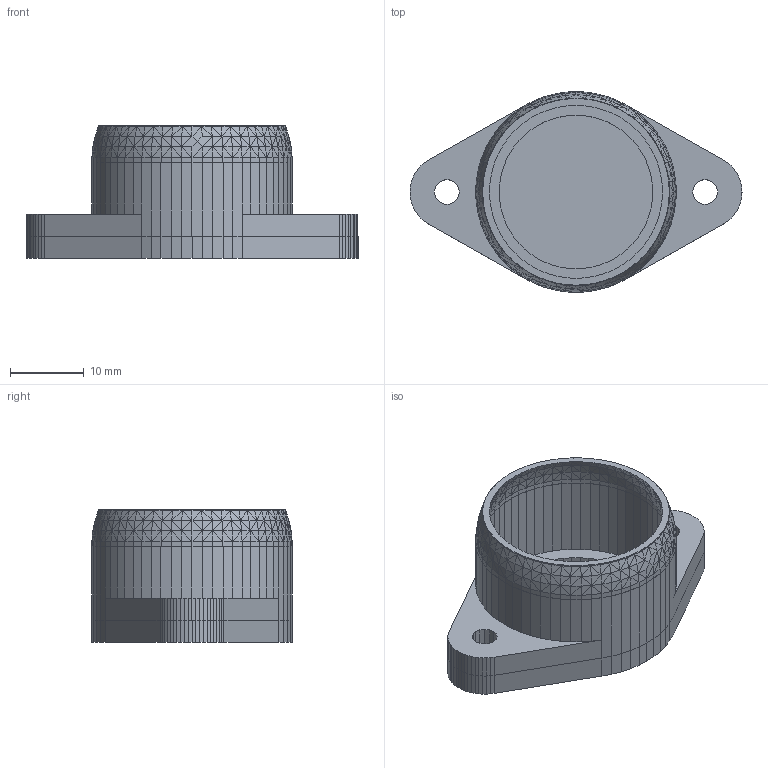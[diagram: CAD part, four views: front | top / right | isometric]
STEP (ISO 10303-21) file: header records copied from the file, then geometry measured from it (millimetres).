
FILE_DESCRIPTION(/* description */ (''),/* implementation_level */ '2;1');
FILE_NAME(/* name */ 'ball_caster_24mm_ball_33height v4.step',/* time_stamp */ '2021-06-01T09:34:22+02:00',/* author */ (''),/* organization */ (''),/* preprocessor_version */ 'ST-DEVELOPER v18.1',/* originating_system */ 'Autodesk Translation Framework v10.9.0.1377',/* authorisation */ '');
FILE_SCHEMA (('AUTOMOTIVE_DESIGN { 1 0 10303 214 3 1 1 }'));
Length unit declared in the file: millimetre
Products named in the file (3): ball_caster_24mm_ball_33height; Component2; Component3
Assembly tree (2 placements, depth 2):
  ball_caster_24mm_ball_33height
    Component2
    Component3
Bounding box: 45 x 27.2 x 18 mm (x, y, z)
Volume: 3767.9 mm3; surface area: 5282 mm2
Topology: 2 solids, 2 shells, 1431 faces, 2902 edges, 1478 vertices
Faces by surface type: plane 1431
Entity records: 34858 total; most frequent: CARTESIAN_POINT 5817, ORIENTED_EDGE 5804, DIRECTION 5776, LINE 2902, VECTOR 2902, EDGE_CURVE 2902, VERTEX_POINT 1478, EDGE_LOOP 1444
